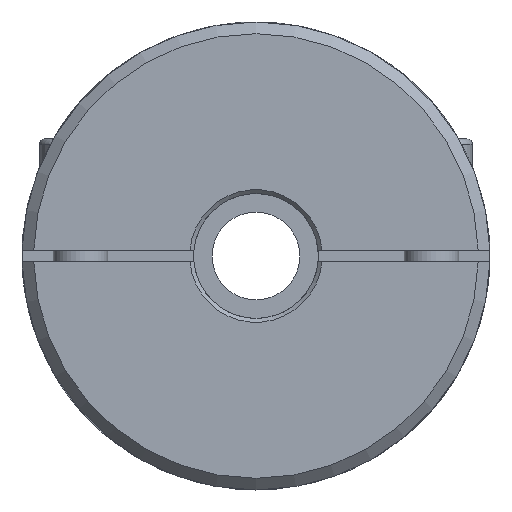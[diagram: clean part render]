
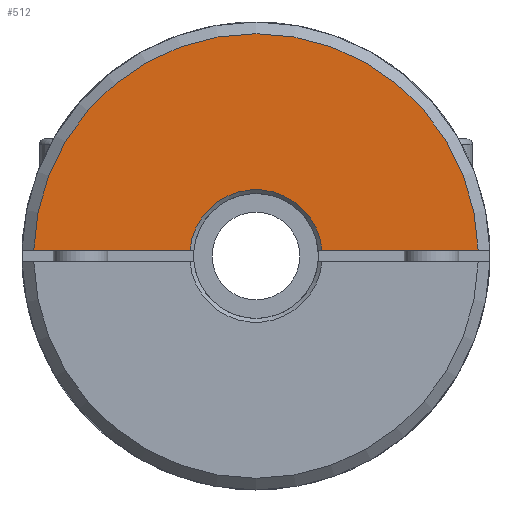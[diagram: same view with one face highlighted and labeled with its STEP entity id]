
A CAD part, left-side view. The second image highlights one B-rep face of the part: STEP entity #512.
In plain terms, the highlighted planar face has unit normal (-1, 0, 0).
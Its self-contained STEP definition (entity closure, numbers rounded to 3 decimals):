
#512 = ADVANCED_FACE( '', ( #1271 ), #1272, .T. );
#1271 = FACE_OUTER_BOUND( '', #2302, .T. );
#1272 = PLANE( '', #2303 );
#2302 = EDGE_LOOP( '', ( #3825, #3826, #3827, #3828 ) );
#2303 = AXIS2_PLACEMENT_3D( '', #3829, #3830, #3831 );
#3825 = ORIENTED_EDGE( '', *, *, #6204, .F. );
#3826 = ORIENTED_EDGE( '', *, *, #6205, .T. );
#3827 = ORIENTED_EDGE( '', *, *, #6206, .F. );
#3828 = ORIENTED_EDGE( '', *, *, #6207, .T. );
#3829 = CARTESIAN_POINT( '', ( 0., 0., 11.5 ) );
#3830 = DIRECTION( '', ( -1., 0., 0. ) );
#3831 = DIRECTION( '', ( 0., 0., 1. ) );
#6204 = EDGE_CURVE( '', #7585, #7586, #7587, .T. );
#6205 = EDGE_CURVE( '', #7585, #7588, #7589, .F. );
#6206 = EDGE_CURVE( '', #7590, #7588, #7591, .T. );
#6207 = EDGE_CURVE( '', #7590, #7586, #7592, .T. );
#7585 = VERTEX_POINT( '', #9998 );
#7586 = VERTEX_POINT( '', #9999 );
#7587 = LINE( '', #10000, #10001 );
#7588 = VERTEX_POINT( '', #10002 );
#7589 = CIRCLE( '', #10003, 17. );
#7590 = VERTEX_POINT( '', #10004 );
#7591 = LINE( '', #10005, #10006 );
#7592 = CIRCLE( '', #10007, 57. );
#9998 = CARTESIAN_POINT( '', ( 0., 16.934, 1.5 ) );
#9999 = CARTESIAN_POINT( '', ( 0., 56.98, 1.5 ) );
#10000 = CARTESIAN_POINT( '', ( 0., 0., 1.5 ) );
#10001 = VECTOR( '', #12662, 1000. );
#10002 = CARTESIAN_POINT( '', ( 0., -16.934, 1.5 ) );
#10003 = AXIS2_PLACEMENT_3D( '', #12663, #12664, #12665 );
#10004 = CARTESIAN_POINT( '', ( 0., -56.98, 1.5 ) );
#10005 = CARTESIAN_POINT( '', ( 0., 0., 1.5 ) );
#10006 = VECTOR( '', #12666, 1000. );
#10007 = AXIS2_PLACEMENT_3D( '', #12667, #12668, #12669 );
#12662 = DIRECTION( '', ( 0., 1., 0. ) );
#12663 = CARTESIAN_POINT( '', ( 0., 0., 0. ) );
#12664 = DIRECTION( '', ( -1., 0., 0. ) );
#12665 = DIRECTION( '', ( 0., 0., 1. ) );
#12666 = DIRECTION( '', ( 0., 1., 0. ) );
#12667 = CARTESIAN_POINT( '', ( 0., 0., 0. ) );
#12668 = DIRECTION( '', ( -1., 0., 0. ) );
#12669 = DIRECTION( '', ( 0., 0., 1. ) );
